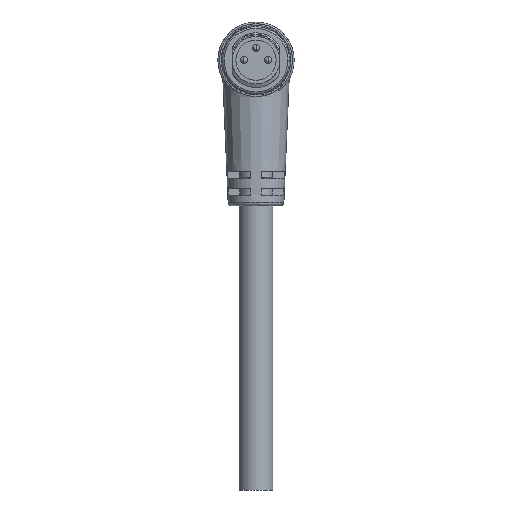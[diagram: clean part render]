
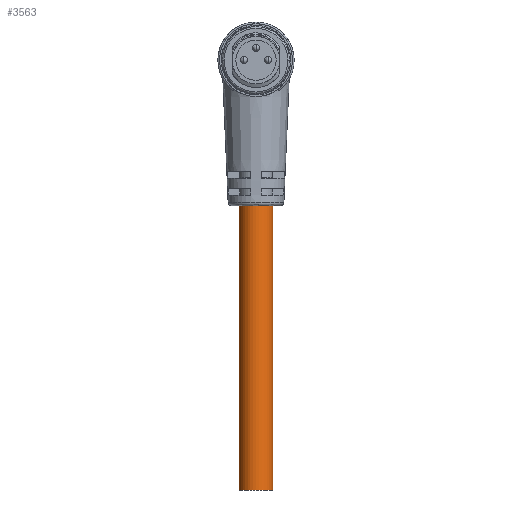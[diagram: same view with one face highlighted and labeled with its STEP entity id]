
A CAD part, front view. The second image highlights one B-rep face of the part: STEP entity #3563.
In plain terms, the highlighted cylindrical face has radius 2.45 mm (diameter 4.9 mm), a partial arc.
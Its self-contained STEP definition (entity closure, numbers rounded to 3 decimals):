
#1138 = ORIENTED_EDGE ( 'NONE', *, *, #6448, .T. ) ;
#2507 = CARTESIAN_POINT ( 'NONE',  ( 0.819, -0.021, 10.494 ) ) ;
#3490 = DIRECTION ( 'NONE',  ( 0., 0., 1. ) ) ;
#3563 = ADVANCED_FACE ( 'NONE', ( #19921 ), #8949, .T. ) ;
#3646 = CARTESIAN_POINT ( 'NONE',  ( 0.819, -0.021, -54.25 ) ) ;
#4336 = LINE ( 'NONE', #5668, #25874 ) ;
#5668 = CARTESIAN_POINT ( 'NONE',  ( 3.269, -0.021, 10.494 ) ) ;
#5821 = DIRECTION ( 'NONE',  ( 1., 0., 0. ) ) ;
#6448 = EDGE_CURVE ( 'NONE', #17757, #10816, #9252, .T. ) ;
#7088 = CARTESIAN_POINT ( 'NONE',  ( 3.269, -0.021, -13.25 ) ) ;
#7277 = AXIS2_PLACEMENT_3D ( 'NONE', #22462, #10123, #24564 ) ;
#7774 = ORIENTED_EDGE ( 'NONE', *, *, #11987, .T. ) ;
#8169 = CARTESIAN_POINT ( 'NONE',  ( -1.631, -0.021, -54.25 ) ) ;
#8389 = CIRCLE ( 'NONE', #19562, 2.45 ) ;
#8949 = CYLINDRICAL_SURFACE ( 'NONE', #12113, 2.45 ) ;
#8951 = EDGE_LOOP ( 'NONE', ( #9089, #7774, #16450, #1138 ) ) ;
#9089 = ORIENTED_EDGE ( 'NONE', *, *, #15789, .F. ) ;
#9252 = CIRCLE ( 'NONE', #7277, 2.45 ) ;
#10123 = DIRECTION ( 'NONE',  ( 0., 0., -1. ) ) ;
#10816 = VERTEX_POINT ( 'NONE', #17240 ) ;
#11987 = EDGE_CURVE ( 'NONE', #22765, #20243, #8389, .T. ) ;
#11996 = LINE ( 'NONE', #12376, #22906 ) ;
#12113 = AXIS2_PLACEMENT_3D ( 'NONE', #2507, #25432, #21236 ) ;
#12376 = CARTESIAN_POINT ( 'NONE',  ( -1.631, -0.021, 10.494 ) ) ;
#15055 = EDGE_CURVE ( 'NONE', #20243, #17757, #4336, .T. ) ;
#15789 = EDGE_CURVE ( 'NONE', #22765, #10816, #11996, .T. ) ;
#15865 = CARTESIAN_POINT ( 'NONE',  ( 3.269, -0.021, -54.25 ) ) ;
#16450 = ORIENTED_EDGE ( 'NONE', *, *, #15055, .T. ) ;
#17240 = CARTESIAN_POINT ( 'NONE',  ( -1.631, -0.021, -13.25 ) ) ;
#17757 = VERTEX_POINT ( 'NONE', #7088 ) ;
#18319 = DIRECTION ( 'NONE',  ( 0., 0., 1. ) ) ;
#19562 = AXIS2_PLACEMENT_3D ( 'NONE', #3646, #18319, #5821 ) ;
#19921 = FACE_OUTER_BOUND ( 'NONE', #8951, .T. ) ;
#20243 = VERTEX_POINT ( 'NONE', #15865 ) ;
#21236 = DIRECTION ( 'NONE',  ( 1., 0., 0. ) ) ;
#22462 = CARTESIAN_POINT ( 'NONE',  ( 0.819, -0.021, -13.25 ) ) ;
#22765 = VERTEX_POINT ( 'NONE', #8169 ) ;
#22906 = VECTOR ( 'NONE', #26788, 1000. ) ;
#24564 = DIRECTION ( 'NONE',  ( 1., 0., 0. ) ) ;
#25432 = DIRECTION ( 'NONE',  ( 0., 0., 1. ) ) ;
#25874 = VECTOR ( 'NONE', #3490, 1000. ) ;
#26788 = DIRECTION ( 'NONE',  ( 0., 0., 1. ) ) ;
